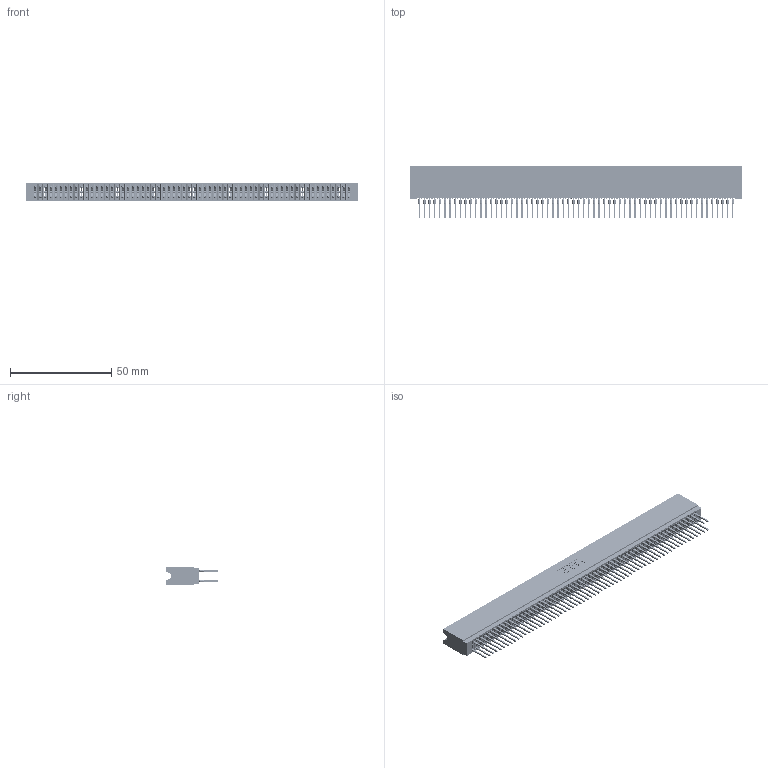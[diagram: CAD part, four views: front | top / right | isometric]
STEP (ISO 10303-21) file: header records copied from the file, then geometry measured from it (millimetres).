
FILE_DESCRIPTION (( 'STEP AP203' ), '1' );
FILE_NAME ('745-124-522-206.STEP', '2026-02-27T01:47:39', ( '' ), ( '' ), 'SwSTEP 2.0', 'SolidWorks 2023', '' );
FILE_SCHEMA (( 'CONFIG_CONTROL_DESIGN' ));
Products named in the file (3): 745 Part_Insulator Option - 06; 745-124-522-206; 745-292-001_522
Assembly tree (125 placements, depth 2):
  745-124-522-206
    745 Part_Insulator Option - 06
    745-292-001_522  x124
Bounding box: 164.08 x 25.92 x 8.89 mm (x, y, z)
Volume: 14764.9 mm3; surface area: 30935.6 mm2
Topology: 125 solids, 125 shells, 11194 faces, 30082 edges, 18896 vertices
Faces by surface type: plane 5760, bspline 2480, cylinder 2210, torus 744
Entity records: 101668 total; most frequent: CARTESIAN_POINT 18130, ORIENTED_EDGE 17606, DIRECTION 15363, EDGE_CURVE 8803, VECTOR 8249, LINE 8249, VERTEX_POINT 5612, AXIS2_PLACEMENT_3D 3557
